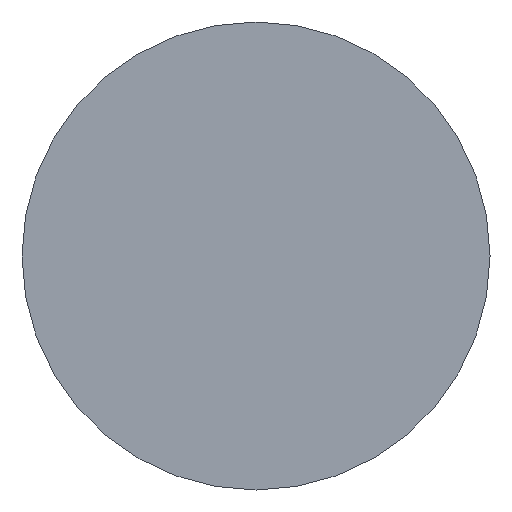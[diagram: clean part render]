
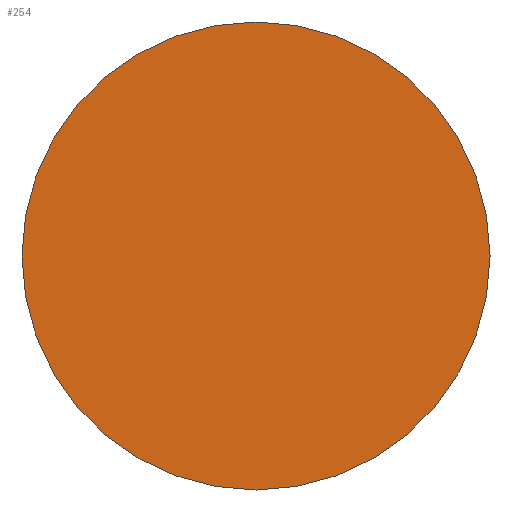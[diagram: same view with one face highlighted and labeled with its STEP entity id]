
A CAD part, front view. The second image highlights one B-rep face of the part: STEP entity #254.
In plain terms, the highlighted planar face has unit normal (0, -1, 0).
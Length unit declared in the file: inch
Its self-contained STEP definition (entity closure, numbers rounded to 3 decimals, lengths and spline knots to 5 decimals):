
#5 = AXIS2_PLACEMENT_3D ( 'NONE', #224, #192, #92 ) ;
#6 = CARTESIAN_POINT ( 'NONE',  ( 0., 0., 0. ) ) ;
#18 = DIRECTION ( 'NONE',  ( 0., 0., -1. ) ) ;
#31 = EDGE_LOOP ( 'NONE', ( #113, #56 ) ) ;
#35 = CARTESIAN_POINT ( 'NONE',  ( 0., 0., 0.0625 ) ) ;
#41 = DIRECTION ( 'NONE',  ( 0., 0., -1. ) ) ;
#51 = AXIS2_PLACEMENT_3D ( 'NONE', #131, #216, #41 ) ;
#52 = EDGE_CURVE ( 'NONE', #81, #100, #125, .T. ) ;
#56 = ORIENTED_EDGE ( 'NONE', *, *, #52, .T. ) ;
#68 = CIRCLE ( 'NONE', #51, 0.0625 ) ;
#73 = AXIS2_PLACEMENT_3D ( 'NONE', #6, #132, #18 ) ;
#81 = VERTEX_POINT ( 'NONE', #35 ) ;
#92 = DIRECTION ( 'NONE',  ( 0., 0., -1. ) ) ;
#100 = VERTEX_POINT ( 'NONE', #217 ) ;
#112 = FACE_OUTER_BOUND ( 'NONE', #31, .T. ) ;
#113 = ORIENTED_EDGE ( 'NONE', *, *, #242, .T. ) ;
#125 = CIRCLE ( 'NONE', #73, 0.0625 ) ;
#131 = CARTESIAN_POINT ( 'NONE',  ( 0., 0., 0. ) ) ;
#132 = DIRECTION ( 'NONE',  ( 0., -1., 0. ) ) ;
#192 = DIRECTION ( 'NONE',  ( 0., -1., 0. ) ) ;
#216 = DIRECTION ( 'NONE',  ( 0., -1., 0. ) ) ;
#217 = CARTESIAN_POINT ( 'NONE',  ( 0., 0., -0.0625 ) ) ;
#224 = CARTESIAN_POINT ( 'NONE',  ( 0., 0., 0. ) ) ;
#238 = PLANE ( 'NONE',  #5 ) ;
#242 = EDGE_CURVE ( 'NONE', #100, #81, #68, .T. ) ;
#254 = ADVANCED_FACE ( 'NONE', ( #112 ), #238, .T. ) ;
